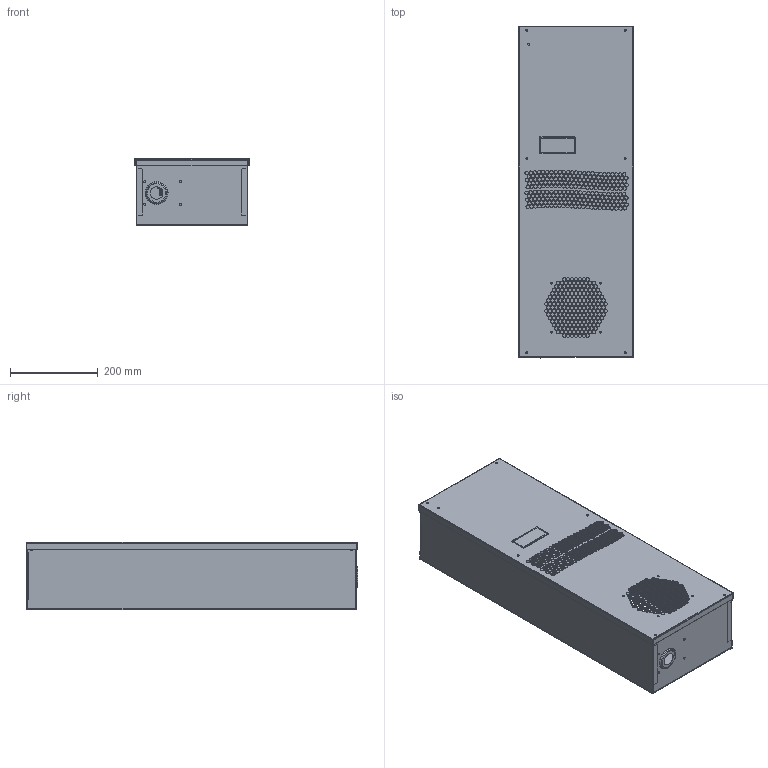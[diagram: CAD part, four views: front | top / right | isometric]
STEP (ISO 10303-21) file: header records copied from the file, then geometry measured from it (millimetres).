
FILE_DESCRIPTION((''),'2;1');
FILE_NAME('LT-58032_STP_ASM','2018-10-09T',('danielc'),(''),'CREO PARAMETRIC BY PTC INC, 2017480','CREO PARAMETRIC BY PTC INC, 2017480','');
FILE_SCHEMA(('CONFIG_CONTROL_DESIGN'));
Products named in the file (18): LT-58032_MOUNTING_TEMPLATE_1; LT-58032_CABINET_1; LT-58032_CABINET_MNF_ASM_1_ASM; 072106080019_1; LT-58032_8PCONN_BKT_1; LT-58032_8PCONNECTOR_ASM_1_ASM; LT-58032_CABINET_ASM_1_ASM; CAREL_IR33PLUS_SEIFERT_1; 41290_TUTTO_1; 1757048_TUTTO_1; 1757051_TUTTO_1; 1757019_TUTTO_1; CAREL_IR33_PLUS_SEIFERT_ASM_1_ASM; LT-58032_COVER_1; LT-58032_COVER_MNF_ASM_1_ASM; LT-58032_COVER_ASM_1_ASM; LT-58032_COMPLETE_ASSY_ASM_1_ASM; LT-58032_STP_ASM
Assembly tree (18 placements, depth 5):
  LT-58032_STP_ASM
    LT-58032_COMPLETE_ASSY_ASM_1_ASM
      LT-58032_MOUNTING_TEMPLATE_1
      LT-58032_CABINET_ASM_1_ASM
        LT-58032_CABINET_MNF_ASM_1_ASM
          LT-58032_CABINET_1
        LT-58032_8PCONNECTOR_ASM_1_ASM
          072106080019_1
          LT-58032_8PCONN_BKT_1
      CAREL_IR33_PLUS_SEIFERT_ASM_1_ASM
        CAREL_IR33PLUS_SEIFERT_1
        41290_TUTTO_1
        1757048_TUTTO_1
        1757051_TUTTO_1
        1757019_TUTTO_1  x2
      LT-58032_COVER_ASM_1_ASM
        LT-58032_COVER_MNF_ASM_1_ASM
          LT-58032_COVER_1
Bounding box: 261.6 x 756 x 154.08 mm (x, y, z)
Volume: 865849 mm3; surface area: 1689432.4 mm2
Topology: 11 solids, 11 shells, 3293 faces, 9092 edges, 5932 vertices
Faces by surface type: plane 1723, cylinder 1472, sphere 30, bspline 24, torus 24, cone 20
Entity records: 104534 total; most frequent: CARTESIAN_POINT 19053, DIRECTION 17985, ORIENTED_EDGE 17276, EDGE_CURVE 8638, AXIS2_PLACEMENT_3D 6270, VERTEX_POINT 5650, VECTOR 5445, LINE 5445
